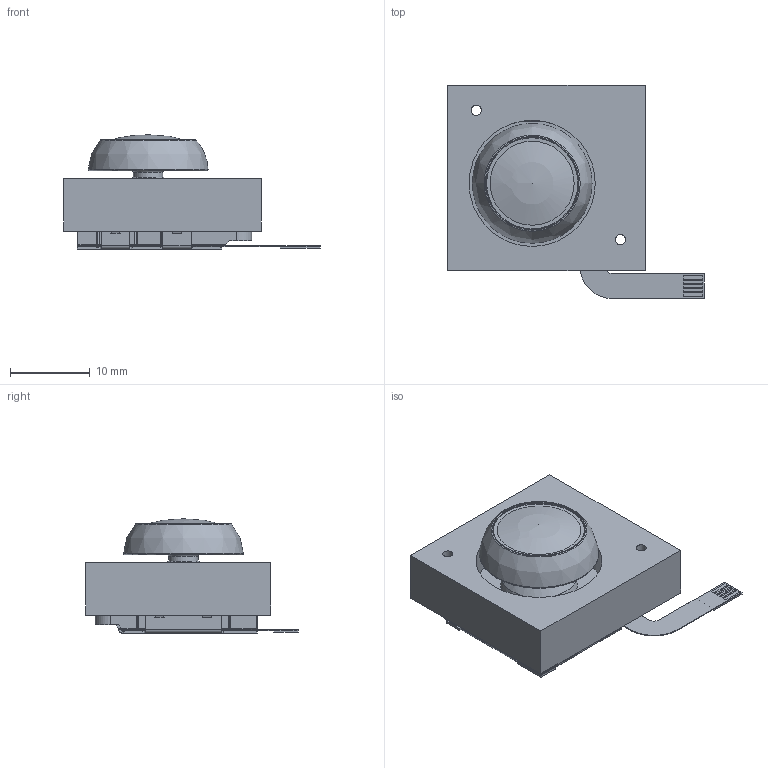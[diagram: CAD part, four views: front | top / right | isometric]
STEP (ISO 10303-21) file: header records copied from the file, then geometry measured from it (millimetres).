
FILE_DESCRIPTION(/* description */ (''),/* implementation_level */ '2;1');
FILE_NAME(/* name */ 'switch-joustick-joycon-nintendo v6.step',/* time_stamp */ '2025-06-23T20:28:23+08:00',/* author */ (''),/* organization */ (''),/* preprocessor_version */ 'ST-DEVELOPER v20.1',/* originating_system */ 'Autodesk Translation Framework v14.10.0.0',/* authorisation */ '');
FILE_SCHEMA (('AUTOMOTIVE_DESIGN { 1 0 10303 214 3 1 1 }'));
Length unit declared in the file: millimetre
Products named in the file (6): switch-joustick-joycon-nintendo; Nintendo Switch Joystick; Handle; Shield; PCB; Socket
Assembly tree (5 placements, depth 3):
  switch-joustick-joycon-nintendo
    Nintendo Switch Joystick
      Handle
      Shield
      PCB
    Socket
Bounding box: 32.13 x 26.65 x 14.32 mm (x, y, z)
Volume: 4410.8 mm3; surface area: 5127 mm2
Topology: 5 solids, 5 shells, 447 faces, 1117 edges, 705 vertices
Faces by surface type: plane 277, cylinder 142, torus 13, sphere 12, bspline 3
Full cylindrical faces by diameter (mm): 1.1 x6, 1.2 x12, 1.271 x2, 1.5 x1, 1.6 x2, 2.8 x2, 3.7 x1, 11.5 x1, 15.789 x1
Entity records: 13561 total; most frequent: CARTESIAN_POINT 2339, DIRECTION 2338, ORIENTED_EDGE 2224, EDGE_CURVE 1112, LINE 796, VECTOR 796, AXIS2_PLACEMENT_3D 771, VERTEX_POINT 705
